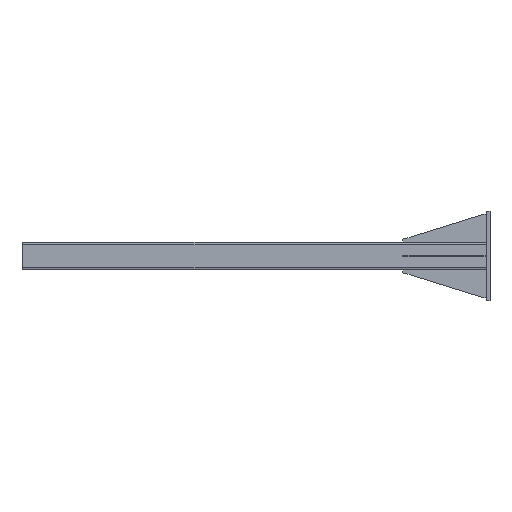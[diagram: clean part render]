
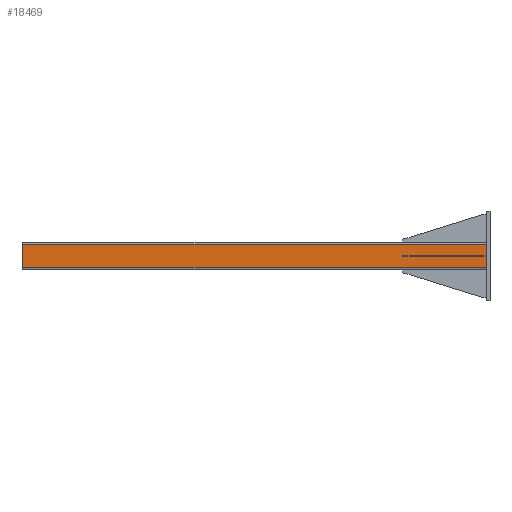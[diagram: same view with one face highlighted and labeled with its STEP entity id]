
A CAD part, left-side view. The second image highlights one B-rep face of the part: STEP entity #18469.
In plain terms, the highlighted planar face has unit normal (-1, 0, 0).
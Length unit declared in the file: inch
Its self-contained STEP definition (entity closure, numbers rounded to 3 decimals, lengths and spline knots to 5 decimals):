
#1785=PLANE('',#20485);
#2197=FACE_OUTER_BOUND('',#3355,.T.);
#3355=EDGE_LOOP('',(#12716,#12717,#12718,#12719));
#4668=LINE('',#28730,#5790);
#4674=LINE('',#28749,#5796);
#4675=LINE('',#28752,#5797);
#4676=LINE('',#28753,#5798);
#5790=VECTOR('',#22939,0.3937);
#5796=VECTOR('',#22959,0.3937);
#5797=VECTOR('',#22962,0.3937);
#5798=VECTOR('',#22963,0.3937);
#8076=VERTEX_POINT('',#28727);
#8077=VERTEX_POINT('',#28729);
#8083=VERTEX_POINT('',#28747);
#8084=VERTEX_POINT('',#28751);
#9838=EDGE_CURVE('',#8076,#8077,#4668,.T.);
#9848=EDGE_CURVE('',#8076,#8083,#4674,.T.);
#9849=EDGE_CURVE('',#8084,#8083,#4675,.T.);
#9850=EDGE_CURVE('',#8077,#8084,#4676,.T.);
#12716=ORIENTED_EDGE('',*,*,#9848,.T.);
#12717=ORIENTED_EDGE('',*,*,#9849,.F.);
#12718=ORIENTED_EDGE('',*,*,#9850,.F.);
#12719=ORIENTED_EDGE('',*,*,#9838,.F.);
#18469=ADVANCED_FACE('',(#2197),#1785,.T.);
#20485=AXIS2_PLACEMENT_3D('',#28750,#22960,#22961);
#22939=DIRECTION('',(0.,1.,0.));
#22959=DIRECTION('',(0.,0.,1.));
#22960=DIRECTION('center_axis',(-1.,0.,0.));
#22961=DIRECTION('ref_axis',(0.,-1.,0.));
#22962=DIRECTION('',(0.,-1.,0.));
#22963=DIRECTION('',(0.,0.,1.));
#28727=CARTESIAN_POINT('',(-5.,-4.25,-83.25));
#28729=CARTESIAN_POINT('',(-5.,4.25,-83.25));
#28730=CARTESIAN_POINT('',(-5.,4.25,-83.25));
#28747=CARTESIAN_POINT('',(-5.,-4.25,83.25));
#28749=CARTESIAN_POINT('',(-5.,-4.25,0.));
#28750=CARTESIAN_POINT('Origin',(-5.,4.25,0.));
#28751=CARTESIAN_POINT('',(-5.,4.25,83.25));
#28752=CARTESIAN_POINT('',(-5.,4.25,83.25));
#28753=CARTESIAN_POINT('',(-5.,4.25,0.));
